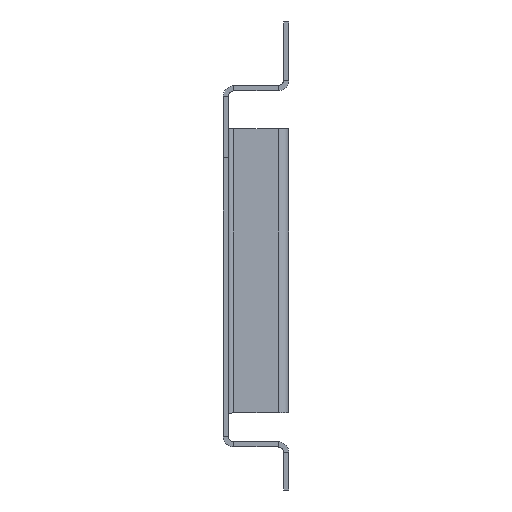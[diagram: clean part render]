
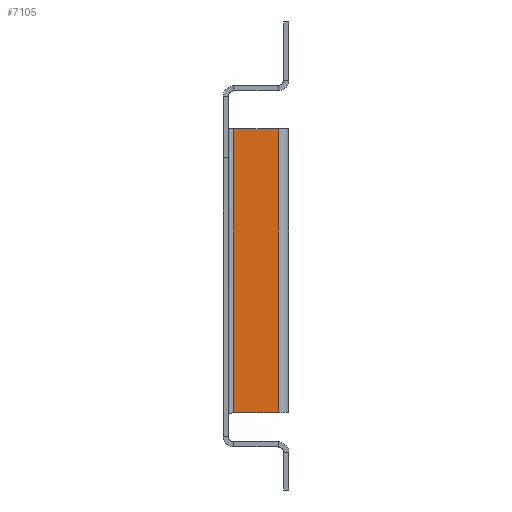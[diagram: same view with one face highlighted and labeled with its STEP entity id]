
A CAD part, left-side view. The second image highlights one B-rep face of the part: STEP entity #7105.
In plain terms, the highlighted planar face has unit normal (-1, 0, 0).
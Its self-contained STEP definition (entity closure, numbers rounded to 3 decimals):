
#218=PLANE('',#7505);
#567=FACE_OUTER_BOUND('',#1005,.T.);
#1005=EDGE_LOOP('',(#5530,#5531,#5532,#5533));
#1740=LINE('',#10378,#2708);
#1755=LINE('',#10414,#2723);
#1758=LINE('',#10420,#2726);
#1759=LINE('',#10421,#2727);
#2708=VECTOR('',#8316,10.);
#2723=VECTOR('',#8355,10.);
#2726=VECTOR('',#8360,2.14);
#2727=VECTOR('',#8361,10.);
#3702=VERTEX_POINT('',#10375);
#3703=VERTEX_POINT('',#10377);
#3712=VERTEX_POINT('',#10413);
#3714=VERTEX_POINT('',#10419);
#4399=EDGE_CURVE('',#3703,#3702,#1740,.T.);
#4417=EDGE_CURVE('',#3712,#3703,#1755,.T.);
#4420=EDGE_CURVE('',#3702,#3714,#1758,.T.);
#4421=EDGE_CURVE('',#3714,#3712,#1759,.T.);
#5530=ORIENTED_EDGE('',*,*,#4399,.T.);
#5531=ORIENTED_EDGE('',*,*,#4420,.T.);
#5532=ORIENTED_EDGE('',*,*,#4421,.T.);
#5533=ORIENTED_EDGE('',*,*,#4417,.T.);
#7105=ADVANCED_FACE('',(#567),#218,.F.);
#7505=AXIS2_PLACEMENT_3D('',#10418,#8358,#8359);
#8316=DIRECTION('',(0.,0.,1.));
#8355=DIRECTION('',(0.,-1.,0.));
#8358=DIRECTION('center_axis',(1.,0.,0.));
#8359=DIRECTION('ref_axis',(0.,0.,1.));
#8360=DIRECTION('',(0.,1.,0.));
#8361=DIRECTION('',(0.,0.,-1.));
#10375=CARTESIAN_POINT('',(359.,-14.4,92.5));
#10377=CARTESIAN_POINT('',(359.,-14.4,10.));
#10378=CARTESIAN_POINT('',(359.,-14.4,71.819));
#10413=CARTESIAN_POINT('',(359.,-1.6,10.));
#10414=CARTESIAN_POINT('',(359.,-1.6,10.));
#10418=CARTESIAN_POINT('Origin',(359.,-7.845,51.138));
#10419=CARTESIAN_POINT('',(359.,-1.6,92.5));
#10420=CARTESIAN_POINT('',(359.,5.123,92.5));
#10421=CARTESIAN_POINT('',(359.,-1.6,51.071));
